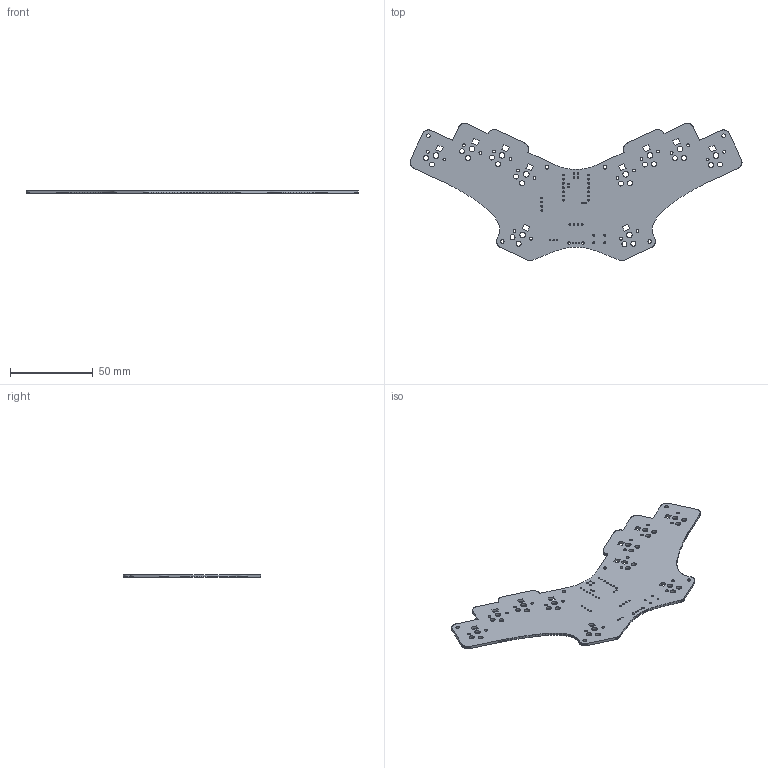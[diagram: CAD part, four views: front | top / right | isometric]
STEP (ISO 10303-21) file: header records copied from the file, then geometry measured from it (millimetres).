
FILE_DESCRIPTION(('KiCad electronic assembly'),'2;1');
FILE_NAME('epsilon-kb.board.step','2023-06-04T16:02:53',('Pcbnew'),( 'Kicad'),'Open CASCADE STEP processor 7.6','KiCad to STEP converter' ,'Unknown');
FILE_SCHEMA(('AUTOMOTIVE_DESIGN { 1 0 10303 214 1 1 1 1 }'));
Length unit declared in the file: millimetre
Products named in the file (2): epsilon-kb.board 1; epsilon-kb PCB
Assembly tree (1 placements, depth 2):
  epsilon-kb.board 1
    epsilon-kb PCB
Bounding box: 200.16 x 82.75 x 1.58 mm (x, y, z)
Volume: 13931.4 mm3; surface area: 19572.1 mm2
Topology: 1 solids, 1 shells, 734 faces, 2196 edges, 1464 vertices
Faces by surface type: plane 636, cylinder 98
Full cylindrical faces by diameter (mm): 0.75 x3, 0.8 x3, 1 x22, 1.016 x8, 1.1 x4, 1.5 x2, 1.7 x20, 2.2 x6, 3 x20, 3.4 x10
Entity records: 53991 total; most frequent: CARTESIAN_POINT 9964, DIRECTION 8060, LINE 6196, VECTOR 6196, ORIENTED_EDGE 4392, PCURVE 4392, DEFINITIONAL_REPRESENTATION 4392, EDGE_CURVE 2196
